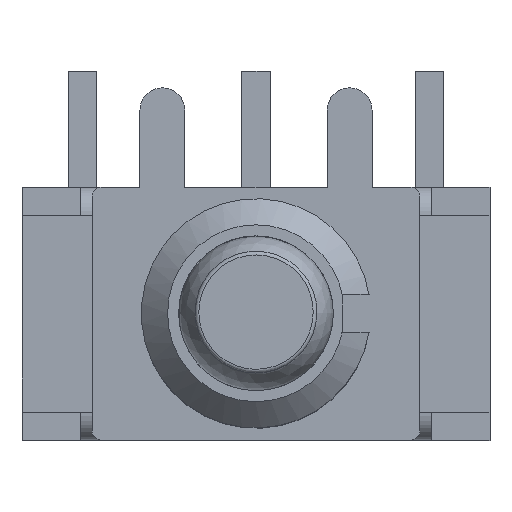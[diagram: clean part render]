
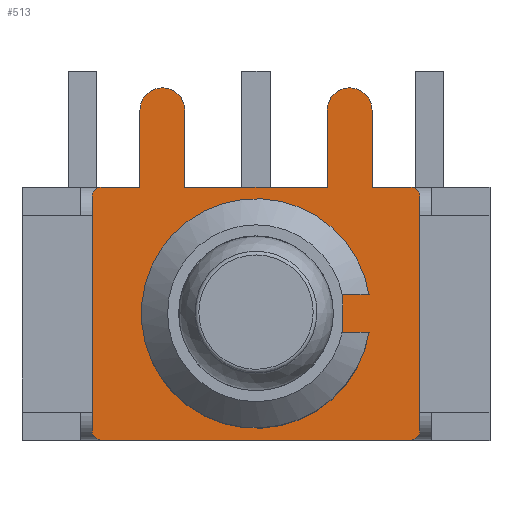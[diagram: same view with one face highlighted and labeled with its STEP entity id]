
A CAD part, top view. The second image highlights one B-rep face of the part: STEP entity #513.
In plain terms, the highlighted planar face has unit normal (0, 0, 1).
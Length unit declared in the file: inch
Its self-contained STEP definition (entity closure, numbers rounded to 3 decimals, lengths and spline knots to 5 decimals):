
#337=CARTESIAN_POINT('',(-0.19272,0.26016,0.37008));
#338=DIRECTION('',(0.0,0.0,1.0));
#339=DIRECTION('',(1.0,0.0,0.0));
#340=AXIS2_PLACEMENT_3D('',#337,#338,#339);
#341=PLANE('',#340);
#342=CARTESIAN_POINT('',(0.16535,0.13504,0.37008));
#343=VERTEX_POINT('',#342);
#344=CARTESIAN_POINT('',(0.1752,0.1252,0.37008));
#345=VERTEX_POINT('',#344);
#346=CARTESIAN_POINT('',(0.16535,0.1252,0.37008));
#347=DIRECTION('',(0.0,0.0,-1.0));
#348=DIRECTION('',(0.707,0.707,0.0));
#349=AXIS2_PLACEMENT_3D('',#346,#347,#348);
#350=CIRCLE('',#349,0.00984);
#351=EDGE_CURVE('',#343,#345,#350,.T.);
#352=ORIENTED_EDGE('',*,*,#351,.F.);
#353=CARTESIAN_POINT('',(0.12402,0.13504,0.37008));
#354=VERTEX_POINT('',#353);
#355=CARTESIAN_POINT('',(0.12402,0.13504,0.37008));
#356=DIRECTION('',(1.0,0.0,0.0));
#357=VECTOR('',#356,0.04134);
#358=LINE('',#355,#357);
#359=EDGE_CURVE('',#354,#343,#358,.T.);
#360=ORIENTED_EDGE('',*,*,#359,.F.);
#361=CARTESIAN_POINT('',(0.12402,0.21732,0.37008));
#362=VERTEX_POINT('',#361);
#363=CARTESIAN_POINT('',(0.12402,0.21732,0.37008));
#364=DIRECTION('',(0.0,-1.0,0.0));
#365=VECTOR('',#364,0.08228);
#366=LINE('',#363,#365);
#367=EDGE_CURVE('',#362,#354,#366,.T.);
#368=ORIENTED_EDGE('',*,*,#367,.F.);
#369=CARTESIAN_POINT('',(0.07598,0.21732,0.37008));
#370=VERTEX_POINT('',#369);
#371=CARTESIAN_POINT('',(0.1,0.21732,0.37008));
#372=DIRECTION('',(0.0,0.0,-1.0));
#373=DIRECTION('',(1.0,0.0,0.0));
#374=AXIS2_PLACEMENT_3D('',#371,#372,#373);
#375=CIRCLE('',#374,0.02402);
#376=EDGE_CURVE('',#370,#362,#375,.T.);
#377=ORIENTED_EDGE('',*,*,#376,.F.);
#378=CARTESIAN_POINT('',(0.07598,0.13504,0.37008));
#379=VERTEX_POINT('',#378);
#380=CARTESIAN_POINT('',(0.07598,0.13504,0.37008));
#381=DIRECTION('',(0.0,1.0,0.0));
#382=VECTOR('',#381,0.08228);
#383=LINE('',#380,#382);
#384=EDGE_CURVE('',#379,#370,#383,.T.);
#385=ORIENTED_EDGE('',*,*,#384,.F.);
#386=CARTESIAN_POINT('',(-0.07598,0.13504,0.37008));
#387=VERTEX_POINT('',#386);
#388=CARTESIAN_POINT('',(-0.07598,0.13504,0.37008));
#389=DIRECTION('',(1.0,0.0,0.0));
#390=VECTOR('',#389,0.15197);
#391=LINE('',#388,#390);
#392=EDGE_CURVE('',#387,#379,#391,.T.);
#393=ORIENTED_EDGE('',*,*,#392,.F.);
#394=CARTESIAN_POINT('',(-0.07598,0.21732,0.37008));
#395=VERTEX_POINT('',#394);
#396=CARTESIAN_POINT('',(-0.07598,0.21732,0.37008));
#397=DIRECTION('',(0.0,-1.0,0.0));
#398=VECTOR('',#397,0.08228);
#399=LINE('',#396,#398);
#400=EDGE_CURVE('',#395,#387,#399,.T.);
#401=ORIENTED_EDGE('',*,*,#400,.F.);
#402=CARTESIAN_POINT('',(-0.12402,0.21732,0.37008));
#403=VERTEX_POINT('',#402);
#404=CARTESIAN_POINT('',(-0.1,0.21732,0.37008));
#405=DIRECTION('',(0.0,0.0,-1.0));
#406=DIRECTION('',(1.0,0.0,0.0));
#407=AXIS2_PLACEMENT_3D('',#404,#405,#406);
#408=CIRCLE('',#407,0.02402);
#409=EDGE_CURVE('',#403,#395,#408,.T.);
#410=ORIENTED_EDGE('',*,*,#409,.F.);
#411=CARTESIAN_POINT('',(-0.12402,0.13504,0.37008));
#412=VERTEX_POINT('',#411);
#413=CARTESIAN_POINT('',(-0.12402,0.13504,0.37008));
#414=DIRECTION('',(0.0,1.0,0.0));
#415=VECTOR('',#414,0.08228);
#416=LINE('',#413,#415);
#417=EDGE_CURVE('',#412,#403,#416,.T.);
#418=ORIENTED_EDGE('',*,*,#417,.F.);
#419=CARTESIAN_POINT('',(-0.16535,0.13504,0.37008));
#420=VERTEX_POINT('',#419);
#421=CARTESIAN_POINT('',(-0.16535,0.13504,0.37008));
#422=DIRECTION('',(1.0,0.0,0.0));
#423=VECTOR('',#422,0.04134);
#424=LINE('',#421,#423);
#425=EDGE_CURVE('',#420,#412,#424,.T.);
#426=ORIENTED_EDGE('',*,*,#425,.F.);
#427=CARTESIAN_POINT('',(-0.1752,0.1252,0.37008));
#428=VERTEX_POINT('',#427);
#429=CARTESIAN_POINT('',(-0.16535,0.1252,0.37008));
#430=DIRECTION('',(0.0,0.0,-1.0));
#431=DIRECTION('',(-0.707,0.707,0.0));
#432=AXIS2_PLACEMENT_3D('',#429,#430,#431);
#433=CIRCLE('',#432,0.00984);
#434=EDGE_CURVE('',#428,#420,#433,.T.);
#435=ORIENTED_EDGE('',*,*,#434,.F.);
#436=CARTESIAN_POINT('',(-0.1752,-0.1252,0.37008));
#437=VERTEX_POINT('',#436);
#438=CARTESIAN_POINT('',(-0.1752,-0.1252,0.37008));
#439=DIRECTION('',(0.0,1.0,0.0));
#440=VECTOR('',#439,0.25039);
#441=LINE('',#438,#440);
#442=EDGE_CURVE('',#437,#428,#441,.T.);
#443=ORIENTED_EDGE('',*,*,#442,.F.);
#444=CARTESIAN_POINT('',(-0.16535,-0.13504,0.37008));
#445=VERTEX_POINT('',#444);
#446=CARTESIAN_POINT('',(-0.16535,-0.1252,0.37008));
#447=DIRECTION('',(0.0,0.0,-1.0));
#448=DIRECTION('',(-0.707,-0.707,0.0));
#449=AXIS2_PLACEMENT_3D('',#446,#447,#448);
#450=CIRCLE('',#449,0.00984);
#451=EDGE_CURVE('',#445,#437,#450,.T.);
#452=ORIENTED_EDGE('',*,*,#451,.F.);
#453=CARTESIAN_POINT('',(0.16535,-0.13504,0.37008));
#454=VERTEX_POINT('',#453);
#455=CARTESIAN_POINT('',(0.16535,-0.13504,0.37008));
#456=DIRECTION('',(-1.0,0.0,0.0));
#457=VECTOR('',#456,0.33071);
#458=LINE('',#455,#457);
#459=EDGE_CURVE('',#454,#445,#458,.T.);
#460=ORIENTED_EDGE('',*,*,#459,.F.);
#461=CARTESIAN_POINT('',(0.1752,-0.1252,0.37008));
#462=VERTEX_POINT('',#461);
#463=CARTESIAN_POINT('',(0.16535,-0.1252,0.37008));
#464=DIRECTION('',(0.0,0.0,-1.0));
#465=DIRECTION('',(0.707,-0.707,0.0));
#466=AXIS2_PLACEMENT_3D('',#463,#464,#465);
#467=CIRCLE('',#466,0.00984);
#468=EDGE_CURVE('',#462,#454,#467,.T.);
#469=ORIENTED_EDGE('',*,*,#468,.F.);
#470=CARTESIAN_POINT('',(0.1752,0.1252,0.37008));
#471=DIRECTION('',(0.0,-1.0,0.0));
#472=VECTOR('',#471,0.25039);
#473=LINE('',#470,#472);
#474=EDGE_CURVE('',#345,#462,#473,.T.);
#475=ORIENTED_EDGE('',*,*,#474,.F.);
#476=EDGE_LOOP('',(#352,#360,#368,#377,#385,#393,#401,#410,#418,#426,#435,#443,#452,#460,#469,#475));
#477=FACE_OUTER_BOUND('',#476,.T.);
#478=CARTESIAN_POINT('',(0.09283,-0.02008,0.37008));
#479=VERTEX_POINT('',#478);
#480=CARTESIAN_POINT('',(0.09283,0.02008,0.37008));
#481=VERTEX_POINT('',#480);
#482=CARTESIAN_POINT('',(0.09283,-0.02008,0.37008));
#483=DIRECTION('',(0.0,1.0,0.0));
#484=VECTOR('',#483,0.04016);
#485=LINE('',#482,#484);
#486=EDGE_CURVE('',#479,#481,#485,.T.);
#487=ORIENTED_EDGE('',*,*,#486,.F.);
#488=CARTESIAN_POINT('',(0.12078,-0.02008,0.37008));
#489=VERTEX_POINT('',#488);
#490=CARTESIAN_POINT('',(0.12078,-0.02008,0.37008));
#491=DIRECTION('',(-1.0,0.0,0.0));
#492=VECTOR('',#491,0.02795);
#493=LINE('',#490,#492);
#494=EDGE_CURVE('',#489,#479,#493,.T.);
#495=ORIENTED_EDGE('',*,*,#494,.F.);
#496=CARTESIAN_POINT('',(0.12078,0.02008,0.37008));
#497=VERTEX_POINT('',#496);
#498=CARTESIAN_POINT('',(0.0,0.0,0.37008));
#499=DIRECTION('',(0.0,0.0,1.0));
#500=DIRECTION('',(0.986,0.164,0.0));
#501=AXIS2_PLACEMENT_3D('',#498,#499,#500);
#502=CIRCLE('',#501,0.12244);
#503=EDGE_CURVE('',#497,#489,#502,.T.);
#504=ORIENTED_EDGE('',*,*,#503,.F.);
#505=CARTESIAN_POINT('',(0.09283,0.02008,0.37008));
#506=DIRECTION('',(1.0,0.0,0.0));
#507=VECTOR('',#506,0.02795);
#508=LINE('',#505,#507);
#509=EDGE_CURVE('',#481,#497,#508,.T.);
#510=ORIENTED_EDGE('',*,*,#509,.F.);
#511=EDGE_LOOP('',(#487,#495,#504,#510));
#512=FACE_BOUND('',#511,.T.);
#513=ADVANCED_FACE('',(#477,#512),#341,.T.);
